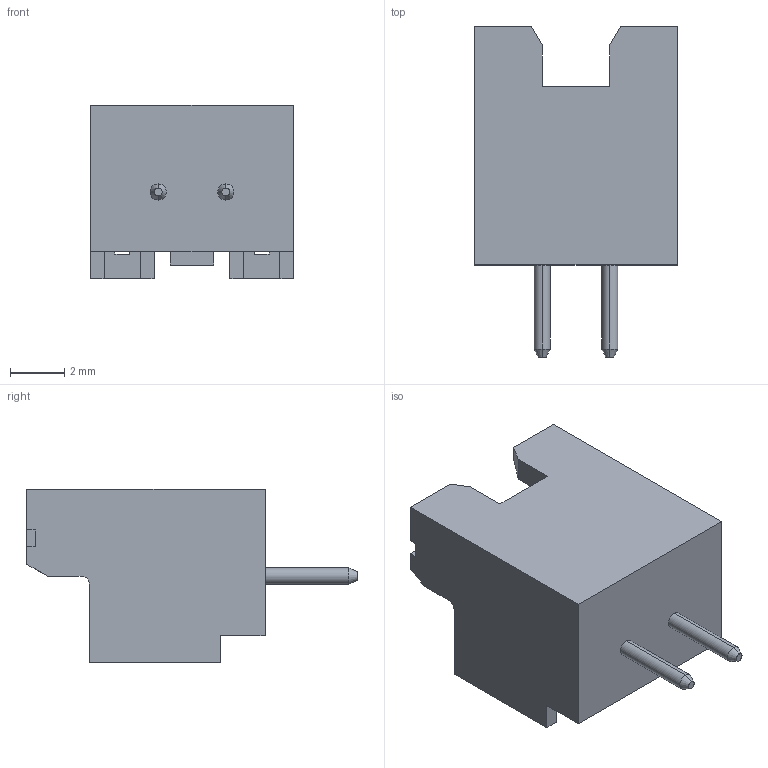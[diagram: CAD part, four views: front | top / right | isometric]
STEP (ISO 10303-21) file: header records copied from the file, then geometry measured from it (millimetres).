
FILE_DESCRIPTION (( 'STEP AP214' ), '1' );
FILE_NAME ('B02B-XASK-1(LF)(SN).STEP', '2021-03-09T09:56:18', ( '' ), ( '' ), 'SwSTEP 2.0', 'SolidWorks 2017', '' );
FILE_SCHEMA (( 'AUTOMOTIVE_DESIGN' ));
Length unit declared in the file: millimetre
Products named in the file (1): B02B-XASK-1(LF)(SN)
Bounding box: 7.5 x 12.2 x 6.4 mm (x, y, z)
Volume: 203 mm3; surface area: 470.3 mm2
Topology: 3 solids, 3 shells, 95 faces, 252 edges, 160 vertices
Faces by surface type: plane 75, cylinder 10, cone 10
Entity records: 2952 total; most frequent: CARTESIAN_POINT 508, ORIENTED_EDGE 504, DIRECTION 474, EDGE_CURVE 252, LINE 222, VECTOR 222, VERTEX_POINT 160, AXIS2_PLACEMENT_3D 126
